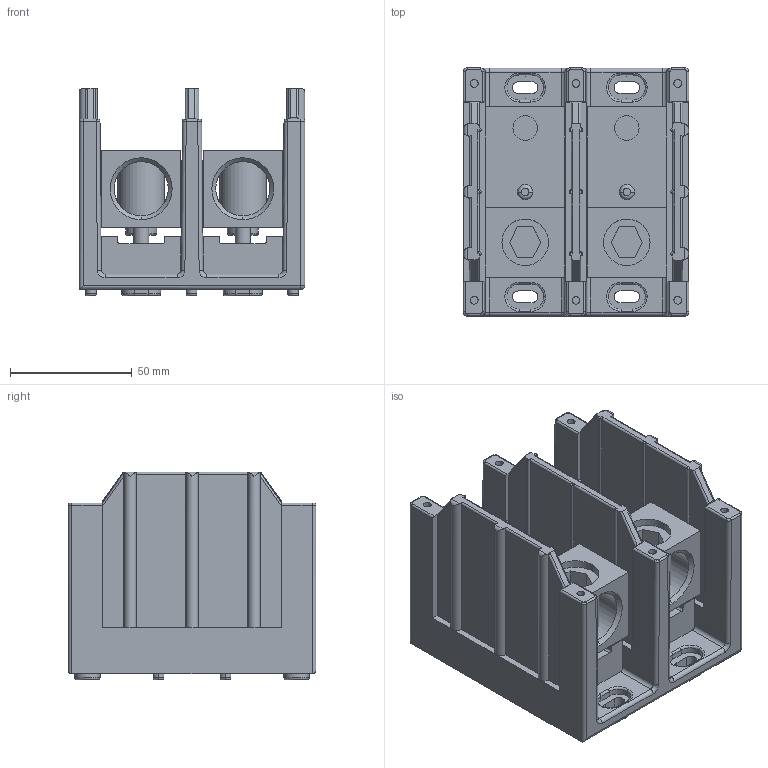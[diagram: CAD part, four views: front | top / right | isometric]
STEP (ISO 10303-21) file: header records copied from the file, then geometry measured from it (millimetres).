
FILE_DESCRIPTION (( 'STEP AP214' ), '1' );
FILE_NAME ('PB4012.STEP', '2014-12-17T20:06:59', ( '' ), ( '' ), 'SwSTEP 2.0', 'SolidWorks 2014', '' );
FILE_SCHEMA (( 'AUTOMOTIVE_DESIGN' ));
Length unit declared in the file: inch
Products named in the file (1): PB4012
Bounding box: 92.47 x 101.6 x 85.09 mm (x, y, z)
Volume: 258802.5 mm3; surface area: 117369.2 mm2
Topology: 11 solids, 11 shells, 813 faces, 2056 edges, 1262 vertices
Faces by surface type: cylinder 362, plane 257, torus 168, bspline 16, cone 8, sphere 2
Entity records: 37038 total; most frequent: CARTESIAN_POINT 6774, DIRECTION 4273, ORIENTED_EDGE 4092, EDGE_CURVE 2046, AXIS2_PLACEMENT_3D 1671, VERTEX_POINT 1262, VECTOR 931, LINE 931
